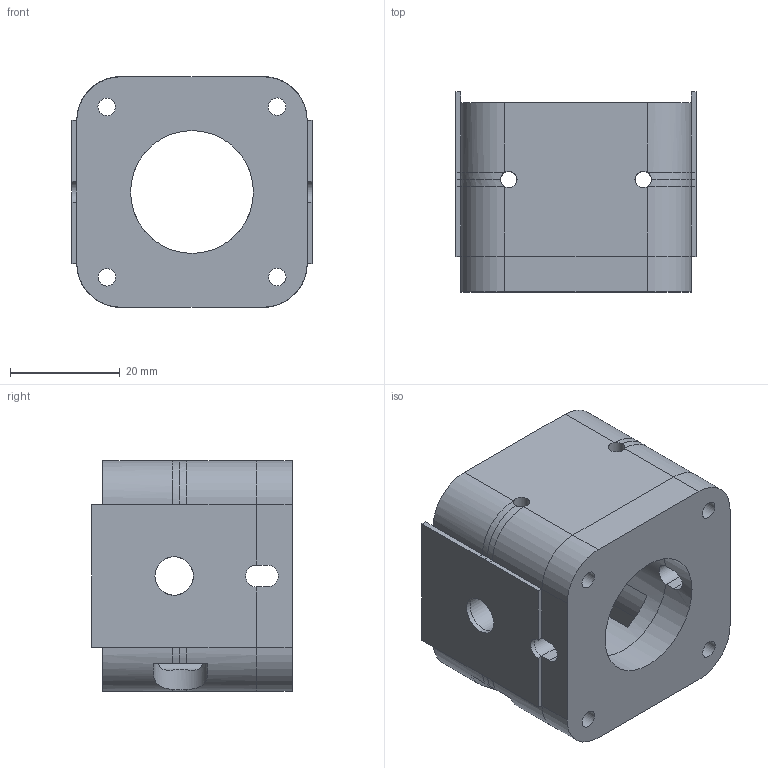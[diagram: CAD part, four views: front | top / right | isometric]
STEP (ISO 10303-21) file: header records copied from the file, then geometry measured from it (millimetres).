
FILE_DESCRIPTION(('FreeCAD Model'),'2;1');
FILE_NAME('Open CASCADE Shape Model','2023-11-29T00:40:59',('Author'),( ''),'Open CASCADE STEP processor 7.6','FreeCAD','Unknown');
FILE_SCHEMA(('AUTOMOTIVE_DESIGN { 1 0 10303 214 1 1 1 1 }'));
Length unit declared in the file: millimetre
Products named in the file (1): motor mount
Bounding box: 43.8 x 36.5 x 42 mm (x, y, z)
Volume: 40503.9 mm3; surface area: 14115.7 mm2
Topology: 1 solids, 1 shells, 117 faces, 325 edges, 199 vertices
Faces by surface type: plane 53, cylinder 44, bspline 12, extrusion 8
Full cylindrical faces by diameter (mm): 3 x4, 3.2 x8, 6.5 x4, 7 x4, 22.4 x2
Entity records: 5524 total; most frequent: CARTESIAN_POINT 2641, ORIENTED_EDGE 650, DIRECTION 530, EDGE_CURVE 325, VERTEX_POINT 199, VECTOR 190, LINE 182, AXIS2_PLACEMENT_3D 170
